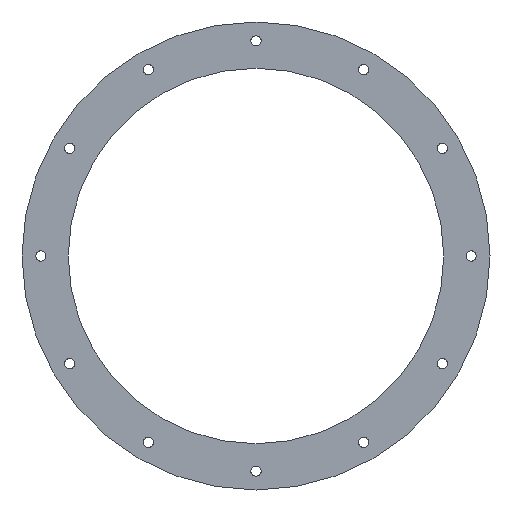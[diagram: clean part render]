
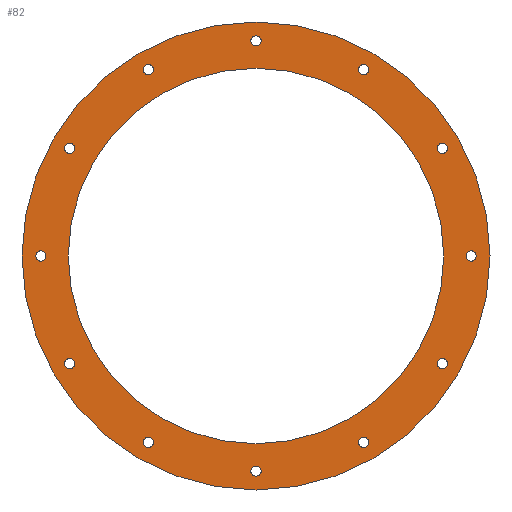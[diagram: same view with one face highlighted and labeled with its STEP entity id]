
A CAD part, left-side view. The second image highlights one B-rep face of the part: STEP entity #82.
In plain terms, the highlighted planar face has unit normal (-1, 0, 0).
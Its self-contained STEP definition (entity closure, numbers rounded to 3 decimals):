
#82 = ADVANCED_FACE( '', ( #189, #190, #191, #192, #193, #194, #195, #196, #197, #198, #199, #200, #201, #202 ), #203, .T. );
#189 = FACE_BOUND( '', #300, .T. );
#190 = FACE_BOUND( '', #301, .T. );
#191 = FACE_BOUND( '', #302, .T. );
#192 = FACE_BOUND( '', #303, .T. );
#193 = FACE_BOUND( '', #304, .T. );
#194 = FACE_BOUND( '', #305, .T. );
#195 = FACE_BOUND( '', #306, .T. );
#196 = FACE_BOUND( '', #307, .T. );
#197 = FACE_BOUND( '', #308, .T. );
#198 = FACE_BOUND( '', #309, .T. );
#199 = FACE_BOUND( '', #310, .T. );
#200 = FACE_BOUND( '', #311, .T. );
#201 = FACE_BOUND( '', #312, .T. );
#202 = FACE_OUTER_BOUND( '', #313, .T. );
#203 = PLANE( '', #314 );
#300 = EDGE_LOOP( '', ( #443 ) );
#301 = EDGE_LOOP( '', ( #444 ) );
#302 = EDGE_LOOP( '', ( #445 ) );
#303 = EDGE_LOOP( '', ( #446 ) );
#304 = EDGE_LOOP( '', ( #447 ) );
#305 = EDGE_LOOP( '', ( #448 ) );
#306 = EDGE_LOOP( '', ( #449 ) );
#307 = EDGE_LOOP( '', ( #450 ) );
#308 = EDGE_LOOP( '', ( #451 ) );
#309 = EDGE_LOOP( '', ( #452 ) );
#310 = EDGE_LOOP( '', ( #453 ) );
#311 = EDGE_LOOP( '', ( #454 ) );
#312 = EDGE_LOOP( '', ( #455 ) );
#313 = EDGE_LOOP( '', ( #456 ) );
#314 = AXIS2_PLACEMENT_3D( '', #457, #458, #459 );
#443 = ORIENTED_EDGE( '', *, *, #486, .T. );
#444 = ORIENTED_EDGE( '', *, *, #498, .T. );
#445 = ORIENTED_EDGE( '', *, *, #471, .T. );
#446 = ORIENTED_EDGE( '', *, *, #480, .T. );
#447 = ORIENTED_EDGE( '', *, *, #509, .T. );
#448 = ORIENTED_EDGE( '', *, *, #507, .T. );
#449 = ORIENTED_EDGE( '', *, *, #474, .T. );
#450 = ORIENTED_EDGE( '', *, *, #495, .T. );
#451 = ORIENTED_EDGE( '', *, *, #468, .T. );
#452 = ORIENTED_EDGE( '', *, *, #477, .T. );
#453 = ORIENTED_EDGE( '', *, *, #483, .T. );
#454 = ORIENTED_EDGE( '', *, *, #504, .T. );
#455 = ORIENTED_EDGE( '', *, *, #465, .T. );
#456 = ORIENTED_EDGE( '', *, *, #461, .F. );
#457 = CARTESIAN_POINT( '', ( 0., 217.5, 0. ) );
#458 = DIRECTION( '', ( -1., 0., 0. ) );
#459 = DIRECTION( '', ( 0., 0., 1. ) );
#461 = EDGE_CURVE( '', #513, #513, #514, .T. );
#465 = EDGE_CURVE( '', #520, #520, #521, .T. );
#468 = EDGE_CURVE( '', #525, #525, #526, .T. );
#471 = EDGE_CURVE( '', #530, #530, #531, .T. );
#474 = EDGE_CURVE( '', #535, #535, #536, .T. );
#477 = EDGE_CURVE( '', #540, #540, #541, .T. );
#480 = EDGE_CURVE( '', #545, #545, #546, .T. );
#483 = EDGE_CURVE( '', #550, #550, #551, .T. );
#486 = EDGE_CURVE( '', #555, #555, #556, .T. );
#495 = EDGE_CURVE( '', #570, #570, #571, .T. );
#498 = EDGE_CURVE( '', #575, #575, #576, .T. );
#504 = EDGE_CURVE( '', #585, #585, #586, .T. );
#507 = EDGE_CURVE( '', #589, #589, #590, .T. );
#509 = EDGE_CURVE( '', #592, #592, #593, .T. );
#513 = VERTEX_POINT( '', #597 );
#514 = CIRCLE( '', #598, 217.5 );
#520 = VERTEX_POINT( '', #604 );
#521 = CIRCLE( '', #605, 4.75 );
#525 = VERTEX_POINT( '', #609 );
#526 = CIRCLE( '', #610, 4.75 );
#530 = VERTEX_POINT( '', #614 );
#531 = CIRCLE( '', #615, 4.75 );
#535 = VERTEX_POINT( '', #619 );
#536 = CIRCLE( '', #620, 4.75 );
#540 = VERTEX_POINT( '', #624 );
#541 = CIRCLE( '', #625, 4.75 );
#545 = VERTEX_POINT( '', #629 );
#546 = CIRCLE( '', #630, 4.75 );
#550 = VERTEX_POINT( '', #634 );
#551 = CIRCLE( '', #635, 4.75 );
#555 = VERTEX_POINT( '', #639 );
#556 = CIRCLE( '', #640, 174.5 );
#570 = VERTEX_POINT( '', #654 );
#571 = CIRCLE( '', #655, 4.75 );
#575 = VERTEX_POINT( '', #659 );
#576 = CIRCLE( '', #660, 4.75 );
#585 = VERTEX_POINT( '', #669 );
#586 = CIRCLE( '', #670, 4.75 );
#589 = VERTEX_POINT( '', #673 );
#590 = CIRCLE( '', #674, 4.75 );
#592 = VERTEX_POINT( '', #676 );
#593 = CIRCLE( '', #677, 4.75 );
#597 = CARTESIAN_POINT( '', ( 0., 0., -217.5 ) );
#598 = AXIS2_PLACEMENT_3D( '', #680, #681, #682 );
#604 = CARTESIAN_POINT( '', ( 0., 173.205, -104.75 ) );
#605 = AXIS2_PLACEMENT_3D( '', #689, #690, #691 );
#609 = CARTESIAN_POINT( '', ( 0., -100., 168.455 ) );
#610 = AXIS2_PLACEMENT_3D( '', #695, #696, #697 );
#614 = CARTESIAN_POINT( '', ( 0., 100., -177.955 ) );
#615 = AXIS2_PLACEMENT_3D( '', #701, #702, #703 );
#619 = CARTESIAN_POINT( '', ( 0., -200., -4.75 ) );
#620 = AXIS2_PLACEMENT_3D( '', #707, #708, #709 );
#624 = CARTESIAN_POINT( '', ( 0., 0., 195.25 ) );
#625 = AXIS2_PLACEMENT_3D( '', #713, #714, #715 );
#629 = CARTESIAN_POINT( '', ( 0., 0., -204.75 ) );
#630 = AXIS2_PLACEMENT_3D( '', #719, #720, #721 );
#634 = CARTESIAN_POINT( '', ( 0., 100., 168.455 ) );
#635 = AXIS2_PLACEMENT_3D( '', #725, #726, #727 );
#639 = CARTESIAN_POINT( '', ( 0., 0., -174.5 ) );
#640 = AXIS2_PLACEMENT_3D( '', #731, #732, #733 );
#654 = CARTESIAN_POINT( '', ( 0., -173.205, 95.25 ) );
#655 = AXIS2_PLACEMENT_3D( '', #749, #750, #751 );
#659 = CARTESIAN_POINT( '', ( 0., 200., -4.75 ) );
#660 = AXIS2_PLACEMENT_3D( '', #755, #756, #757 );
#669 = CARTESIAN_POINT( '', ( 0., 173.205, 95.25 ) );
#670 = AXIS2_PLACEMENT_3D( '', #767, #768, #769 );
#673 = CARTESIAN_POINT( '', ( 0., -173.205, -104.75 ) );
#674 = AXIS2_PLACEMENT_3D( '', #770, #771, #772 );
#676 = CARTESIAN_POINT( '', ( 0., -100., -177.955 ) );
#677 = AXIS2_PLACEMENT_3D( '', #773, #774, #775 );
#680 = CARTESIAN_POINT( '', ( 0., 0., 0. ) );
#681 = DIRECTION( '', ( 1., 0., 0. ) );
#682 = DIRECTION( '', ( 0., 0., -1. ) );
#689 = CARTESIAN_POINT( '', ( 0., 173.205, -100. ) );
#690 = DIRECTION( '', ( 1., 0., 0. ) );
#691 = DIRECTION( '', ( 0., 0., -1. ) );
#695 = CARTESIAN_POINT( '', ( 0., -100., 173.205 ) );
#696 = DIRECTION( '', ( 1., 0., 0. ) );
#697 = DIRECTION( '', ( 0., 0., -1. ) );
#701 = CARTESIAN_POINT( '', ( 0., 100., -173.205 ) );
#702 = DIRECTION( '', ( 1., 0., 0. ) );
#703 = DIRECTION( '', ( 0., 0., -1. ) );
#707 = CARTESIAN_POINT( '', ( 0., -200., 0. ) );
#708 = DIRECTION( '', ( 1., 0., 0. ) );
#709 = DIRECTION( '', ( 0., 0., -1. ) );
#713 = CARTESIAN_POINT( '', ( 0., 0., 200. ) );
#714 = DIRECTION( '', ( 1., 0., 0. ) );
#715 = DIRECTION( '', ( 0., 0., -1. ) );
#719 = CARTESIAN_POINT( '', ( 0., 0., -200. ) );
#720 = DIRECTION( '', ( 1., 0., 0. ) );
#721 = DIRECTION( '', ( 0., 0., -1. ) );
#725 = CARTESIAN_POINT( '', ( 0., 100., 173.205 ) );
#726 = DIRECTION( '', ( 1., 0., 0. ) );
#727 = DIRECTION( '', ( 0., 0., -1. ) );
#731 = CARTESIAN_POINT( '', ( 0., 0., 0. ) );
#732 = DIRECTION( '', ( 1., 0., 0. ) );
#733 = DIRECTION( '', ( 0., 0., -1. ) );
#749 = CARTESIAN_POINT( '', ( 0., -173.205, 100. ) );
#750 = DIRECTION( '', ( 1., 0., 0. ) );
#751 = DIRECTION( '', ( 0., 0., -1. ) );
#755 = CARTESIAN_POINT( '', ( 0., 200., 0. ) );
#756 = DIRECTION( '', ( 1., 0., 0. ) );
#757 = DIRECTION( '', ( 0., 0., -1. ) );
#767 = CARTESIAN_POINT( '', ( 0., 173.205, 100. ) );
#768 = DIRECTION( '', ( 1., 0., 0. ) );
#769 = DIRECTION( '', ( 0., 0., -1. ) );
#770 = CARTESIAN_POINT( '', ( 0., -173.205, -100. ) );
#771 = DIRECTION( '', ( 1., 0., 0. ) );
#772 = DIRECTION( '', ( 0., 0., -1. ) );
#773 = CARTESIAN_POINT( '', ( 0., -100., -173.205 ) );
#774 = DIRECTION( '', ( 1., 0., 0. ) );
#775 = DIRECTION( '', ( 0., 0., -1. ) );
